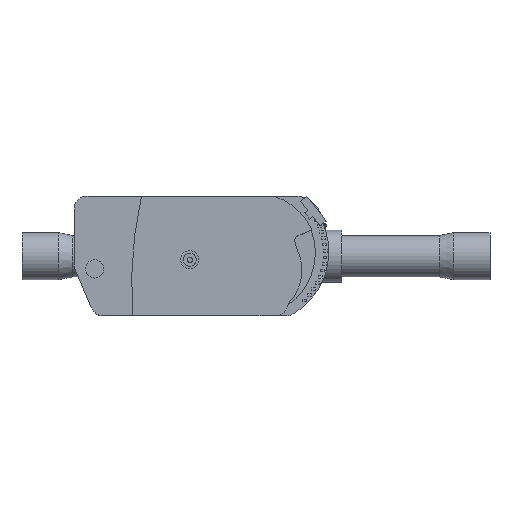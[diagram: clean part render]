
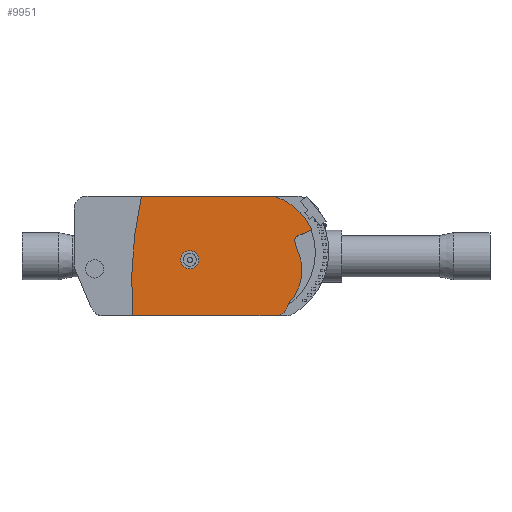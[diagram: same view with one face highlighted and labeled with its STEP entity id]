
A CAD part, top view. The second image highlights one B-rep face of the part: STEP entity #9951.
In plain terms, the highlighted planar face has unit normal (0, 0, 1).
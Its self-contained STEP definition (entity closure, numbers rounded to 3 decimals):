
#295=DIRECTION('',(1.,0.,0.));
#296=VECTOR('',#295,54.758);
#297=CARTESIAN_POINT('',(-47.435,-23.,65.25));
#298=LINE('',#297,#296);
#304=CARTESIAN_POINT('',(-25.45,-1.5,65.25));
#305=DIRECTION('',(0.,0.,-1.));
#306=DIRECTION('',(0.,-1.,0.));
#307=AXIS2_PLACEMENT_3D('',#304,#305,#306);
#309=CARTESIAN_POINT('',(-25.45,-1.5,65.25));
#310=DIRECTION('',(0.,0.,-1.));
#311=DIRECTION('',(0.,1.,0.));
#312=AXIS2_PLACEMENT_3D('',#309,#310,#311);
#314=CARTESIAN_POINT('',(0.002,0.411,65.25));
#315=DIRECTION('',(0.,0.,-1.));
#316=DIRECTION('',(0.285,0.959,0.));
#317=AXIS2_PLACEMENT_3D('',#314,#315,#316);
#319=CARTESIAN_POINT('',(21.412,10.009,65.25));
#320=CARTESIAN_POINT('',(21.426,10.014,65.25));
#321=CARTESIAN_POINT('',(21.448,10.031,65.25));
#322=CARTESIAN_POINT('',(21.471,10.068,65.25));
#323=CARTESIAN_POINT('',(21.475,10.111,65.25));
#324=CARTESIAN_POINT('',(21.467,10.137,65.25));
#325=CARTESIAN_POINT('',(21.46,10.149,65.25));
#327=DIRECTION('',(-0.92,-0.393,0.));
#328=VECTOR('',#327,5.745);
#329=CARTESIAN_POINT('',(21.412,10.009,65.25));
#330=LINE('',#329,#328);
#331=CARTESIAN_POINT('',(-0.624,-5.535,65.25));
#332=DIRECTION('',(0.,0.,-1.));
#333=DIRECTION('',(0.906,0.422,0.));
#334=AXIS2_PLACEMENT_3D('',#331,#332,#333);
#336=DIRECTION('',(0.208,0.978,0.));
#337=VECTOR('',#336,0.639);
#338=CARTESIAN_POINT('',(12.248,-19.041,65.25));
#339=LINE('',#338,#337);
#340=CARTESIAN_POINT('',(7.324,-18.,65.25));
#341=DIRECTION('',(0.,0.,1.));
#342=DIRECTION('',(0.,-1.,0.));
#343=AXIS2_PLACEMENT_3D('',#340,#341,#342);
#345=DIRECTION('',(0.024,-1.,0.));
#346=VECTOR('',#345,15.422);
#347=CARTESIAN_POINT('',(-47.801,-7.582,65.25));
#348=LINE('',#347,#346);
#349=DIRECTION('',(-0.073,-0.997,0.));
#350=VECTOR('',#349,15.422);
#351=CARTESIAN_POINT('',(-46.68,7.799,65.25));
#352=LINE('',#351,#350);
#353=DIRECTION('',(-0.168,-0.986,0.));
#354=VECTOR('',#353,15.422);
#355=CARTESIAN_POINT('',(-44.081,23.,65.25));
#356=LINE('',#355,#354);
#357=DIRECTION('',(-1.,0.,0.));
#358=VECTOR('',#357,50.793);
#359=CARTESIAN_POINT('',(6.712,23.,65.25));
#360=LINE('',#359,#358);
#849=DIRECTION('',(0.317,0.948,0.));
#850=VECTOR('',#849,0.576);
#851=CARTESIAN_POINT('',(12.065,-19.587,65.25));
#852=LINE('',#851,#850);
#900=DIRECTION('',(-0.295,0.956,0.));
#901=VECTOR('',#900,3.271);
#902=CARTESIAN_POINT('',(15.967,2.199,65.25));
#903=LINE('',#902,#901);
#908=CARTESIAN_POINT('',(16.914,5.913,65.25));
#909=DIRECTION('',(0.,0.,-1.));
#910=DIRECTION('',(-0.956,-0.295,0.));
#911=AXIS2_PLACEMENT_3D('',#908,#909,#910);
#7560=CARTESIAN_POINT('',(-44.081,23.,65.25));
#7561=CARTESIAN_POINT('',(-46.68,7.799,65.25));
#7562=VERTEX_POINT('',#7560);
#7563=VERTEX_POINT('',#7561);
#8099=CARTESIAN_POINT('',(-25.45,-5.,65.25));
#8100=VERTEX_POINT('',#8099);
#8196=CARTESIAN_POINT('',(-47.801,-7.582,65.25));
#8197=VERTEX_POINT('',#8196);
#8460=CARTESIAN_POINT('',(-25.45,2.,65.25));
#8461=VERTEX_POINT('',#8460);
#8550=CARTESIAN_POINT('',(-47.435,-23.,65.25));
#8552=VERTEX_POINT('',#8550);
#8935=CARTESIAN_POINT('',(15.003,5.324,65.25));
#8936=VERTEX_POINT('',#8935);
#8937=CARTESIAN_POINT('',(16.129,7.752,65.25));
#8938=VERTEX_POINT('',#8937);
#9083=CARTESIAN_POINT('',(7.324,-23.,65.25));
#9084=CARTESIAN_POINT('',(12.065,-19.587,65.25));
#9085=VERTEX_POINT('',#9083);
#9086=VERTEX_POINT('',#9084);
#9091=CARTESIAN_POINT('',(12.248,-19.041,65.25));
#9092=VERTEX_POINT('',#9091);
#9110=CARTESIAN_POINT('',(21.412,10.009,65.25));
#9112=VERTEX_POINT('',#9110);
#9122=CARTESIAN_POINT('',(15.967,2.199,65.25));
#9124=VERTEX_POINT('',#9122);
#9127=CARTESIAN_POINT('',(12.381,-18.416,65.25));
#9128=VERTEX_POINT('',#9127);
#9130=CARTESIAN_POINT('',(6.712,23.,65.25));
#9132=VERTEX_POINT('',#9130);
#9134=CARTESIAN_POINT('',(21.46,10.149,65.25));
#9136=VERTEX_POINT('',#9134);
#9912=CARTESIAN_POINT('',(-15.264,0.013,65.25));
#9913=DIRECTION('',(0.,0.,1.));
#9914=DIRECTION('',(-1.,0.,0.));
#9915=AXIS2_PLACEMENT_3D('',#9912,#9913,#9914);
#9916=PLANE('',#9915);
#9918=ORIENTED_EDGE('',*,*,#9917,.T.);
#9920=ORIENTED_EDGE('',*,*,#9919,.F.);
#9922=ORIENTED_EDGE('',*,*,#9921,.T.);
#9924=ORIENTED_EDGE('',*,*,#9923,.F.);
#9926=ORIENTED_EDGE('',*,*,#9925,.F.);
#9928=ORIENTED_EDGE('',*,*,#9927,.T.);
#9930=ORIENTED_EDGE('',*,*,#9929,.F.);
#9932=ORIENTED_EDGE('',*,*,#9931,.F.);
#9933=ORIENTED_EDGE('',*,*,#9895,.F.);
#9934=ORIENTED_EDGE('',*,*,#9878,.F.);
#9936=ORIENTED_EDGE('',*,*,#9935,.F.);
#9938=ORIENTED_EDGE('',*,*,#9937,.F.);
#9940=ORIENTED_EDGE('',*,*,#9939,.F.);
#9942=ORIENTED_EDGE('',*,*,#9941,.F.);
#9943=EDGE_LOOP('',(#9918,#9920,#9922,#9924,#9926,#9928,#9930,#9932,#9933,#9934,
#9936,#9938,#9940,#9942));
#9944=FACE_OUTER_BOUND('',#9943,.F.);
#9946=ORIENTED_EDGE('',*,*,#9945,.F.);
#9948=ORIENTED_EDGE('',*,*,#9947,.F.);
#9949=EDGE_LOOP('',(#9946,#9948));
#9950=FACE_BOUND('',#9949,.F.);
#308=CIRCLE('',#307,3.5);
#313=CIRCLE('',#312,3.5);
#318=CIRCLE('',#317,23.565);
#326=B_SPLINE_CURVE_WITH_KNOTS('',3,(#319,#320,#321,#322,#323,#324,#325),
.UNSPECIFIED.,.F.,.F.,(4,1,1,1,4),(0.,0.25,0.5,0.75,1.),
.UNSPECIFIED.);
#335=CIRCLE('',#334,18.305);
#344=CIRCLE('',#343,5.);
#912=CIRCLE('',#911,2.);
#9878=EDGE_CURVE('',#8552,#9085,#298,.T.);
#9895=EDGE_CURVE('',#9085,#9086,#344,.T.);
#9917=EDGE_CURVE('',#9132,#9136,#318,.T.);
#9919=EDGE_CURVE('',#9112,#9136,#326,.T.);
#9921=EDGE_CURVE('',#9112,#8938,#330,.T.);
#9923=EDGE_CURVE('',#8936,#8938,#912,.T.);
#9925=EDGE_CURVE('',#9124,#8936,#903,.T.);
#9927=EDGE_CURVE('',#9124,#9128,#335,.T.);
#9929=EDGE_CURVE('',#9092,#9128,#339,.T.);
#9931=EDGE_CURVE('',#9086,#9092,#852,.T.);
#9935=EDGE_CURVE('',#8197,#8552,#348,.T.);
#9937=EDGE_CURVE('',#7563,#8197,#352,.T.);
#9939=EDGE_CURVE('',#7562,#7563,#356,.T.);
#9941=EDGE_CURVE('',#9132,#7562,#360,.T.);
#9945=EDGE_CURVE('',#8100,#8461,#308,.T.);
#9947=EDGE_CURVE('',#8461,#8100,#313,.T.);
#9951=ADVANCED_FACE('',(#9944,#9950),#9916,.T.);
